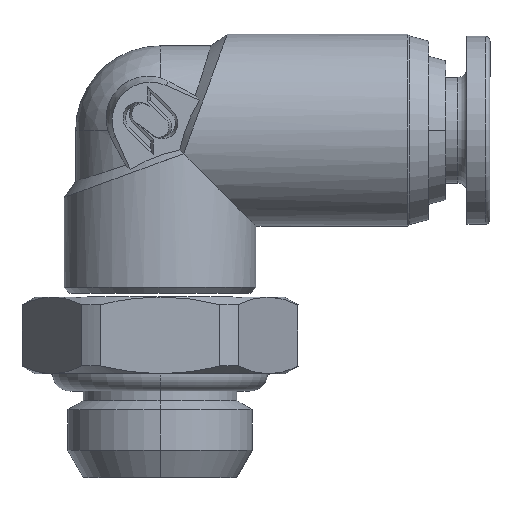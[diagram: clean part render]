
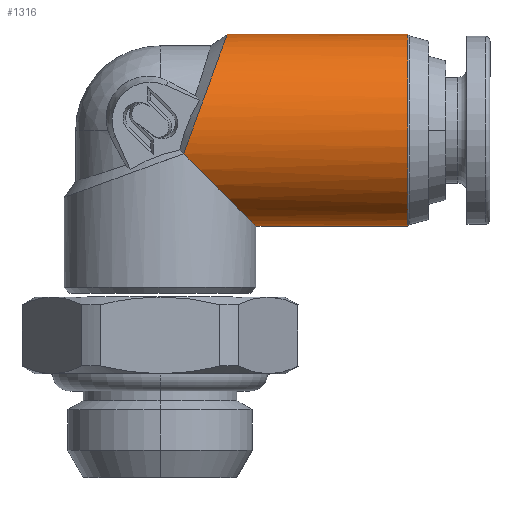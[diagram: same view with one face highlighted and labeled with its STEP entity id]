
A CAD part, top view. The second image highlights one B-rep face of the part: STEP entity #1316.
In plain terms, the highlighted cylindrical face has radius 5 mm (diameter 10 mm), a partial arc.
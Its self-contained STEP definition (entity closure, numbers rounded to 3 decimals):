
#227 = VERTEX_POINT ( 'NONE', #4067 ) ;
#263 = VECTOR ( 'NONE', #6835, 1000. ) ;
#406 = CARTESIAN_POINT ( 'NONE',  ( 2.377, 14.613, 4.619 ) ) ;
#670 = CIRCLE ( 'NONE', #2666, 5. ) ;
#778 = DIRECTION ( 'NONE',  ( 0., 1., 0. ) ) ;
#842 = VERTEX_POINT ( 'NONE', #8419 ) ;
#1000 = VERTEX_POINT ( 'NONE', #4432 ) ;
#1087 = CARTESIAN_POINT ( 'NONE',  ( 1.68, 12.7, 5. ) ) ;
#1139 = CARTESIAN_POINT ( 'NONE',  ( 1.379, 11.871, 4.948 ) ) ;
#1146 = VERTEX_POINT ( 'NONE', #9044 ) ;
#1202 = CARTESIAN_POINT ( 'NONE',  ( 2.799, 15.773, 3.998 ) ) ;
#1246 = B_SPLINE_CURVE_WITH_KNOTS ( 'NONE', 3,
 ( #1087, #2547, #4673, #406 ),
 .UNSPECIFIED., .F., .F.,
 ( 4, 4 ),
 ( 0., 1. ),
 .UNSPECIFIED. ) ;
#1301 = FACE_OUTER_BOUND ( 'NONE', #8802, .T. ) ;
#1316 = ADVANCED_FACE ( 'NONE', ( #1301 ), #7602, .T. ) ;
#1428 = CARTESIAN_POINT ( 'NONE',  ( 5., 7.7, 0. ) ) ;
#1503 = VERTEX_POINT ( 'NONE', #8060 ) ;
#1615 = VECTOR ( 'NONE', #7737, 1000. ) ;
#2009 = EDGE_CURVE ( 'NONE', #5541, #2955, #3742, .T. ) ;
#2045 = CARTESIAN_POINT ( 'NONE',  ( 3.135, 16.698, 3.073 ) ) ;
#2125 = ORIENTED_EDGE ( 'NONE', *, *, #2378, .T. ) ;
#2151 = DIRECTION ( 'NONE',  ( 1., 0., 0. ) ) ;
#2378 = EDGE_CURVE ( 'NONE', #227, #2853, #5683, .T. ) ;
#2542 = CARTESIAN_POINT ( 'NONE',  ( 12.918, 17.7, 0. ) ) ;
#2547 = CARTESIAN_POINT ( 'NONE',  ( 1.918, 13.354, 5. ) ) ;
#2666 = AXIS2_PLACEMENT_3D ( 'NONE', #3395, #8225, #4100 ) ;
#2682 = CARTESIAN_POINT ( 'NONE',  ( 15., 7.7, 0. ) ) ;
#2853 = VERTEX_POINT ( 'NONE', #3130 ) ;
#2944 = CARTESIAN_POINT ( 'NONE',  ( 3.453, 17.57, 1.309 ) ) ;
#2955 = VERTEX_POINT ( 'NONE', #2542 ) ;
#2995 = AXIS2_PLACEMENT_3D ( 'NONE', #6887, #2151, #778 ) ;
#3045 = ORIENTED_EDGE ( 'NONE', *, *, #3930, .F. ) ;
#3130 = CARTESIAN_POINT ( 'NONE',  ( 12.918, 7.7, 0. ) ) ;
#3263 = EDGE_CURVE ( 'NONE', #2853, #2955, #670, .T. ) ;
#3305 = CARTESIAN_POINT ( 'NONE',  ( 1.529, 12.284, 5. ) ) ;
#3395 = CARTESIAN_POINT ( 'NONE',  ( 12.918, 12.7, 0. ) ) ;
#3555 = CARTESIAN_POINT ( 'NONE',  ( 3.361, 17.319, 1.913 ) ) ;
#3631 = EDGE_CURVE ( 'NONE', #1146, #1503, #1246, .T. ) ;
#3742 = LINE ( 'NONE', #8502, #1615 ) ;
#3919 = ORIENTED_EDGE ( 'NONE', *, *, #4345, .T. ) ;
#3930 = EDGE_CURVE ( 'NONE', #7557, #5541, #4835, .T. ) ;
#3939 = ORIENTED_EDGE ( 'NONE', *, *, #3631, .F. ) ;
#4049 = CARTESIAN_POINT ( 'NONE',  ( 2.377, 14.613, 4.619 ) ) ;
#4067 = CARTESIAN_POINT ( 'NONE',  ( 5., 7.7, 0. ) ) ;
#4100 = DIRECTION ( 'NONE',  ( 0., -1., 0. ) ) ;
#4234 = CARTESIAN_POINT ( 'NONE',  ( 3.539, 9.161, 4.259 ) ) ;
#4345 = EDGE_CURVE ( 'NONE', #1000, #227, #8919, .T. ) ;
#4369 = CARTESIAN_POINT ( 'NONE',  ( 3.5, 17.7, 0. ) ) ;
#4432 = CARTESIAN_POINT ( 'NONE',  ( 1.232, 11.468, 4.846 ) ) ;
#4673 = CARTESIAN_POINT ( 'NONE',  ( 2.156, 14.009, 4.87 ) ) ;
#4835 = B_SPLINE_CURVE_WITH_KNOTS ( 'NONE', 3,
 ( #5034, #2944, #8477, #4369 ),
 .UNSPECIFIED., .F., .F.,
 ( 4, 4 ),
 ( 0., 1. ),
 .UNSPECIFIED. ) ;
#5034 = CARTESIAN_POINT ( 'NONE',  ( 3.361, 17.319, 1.913 ) ) ;
#5133 =( BOUNDED_CURVE ( )  B_SPLINE_CURVE ( 3, ( #8786, #1139, #3305, #8138 ),
 .UNSPECIFIED., .F., .T. ) 
 B_SPLINE_CURVE_WITH_KNOTS ( ( 4, 4 ),
 ( 4.463, 4.712 ),
 .UNSPECIFIED. ) 
 CURVE ( )  GEOMETRIC_REPRESENTATION_ITEM ( )  RATIONAL_B_SPLINE_CURVE ( ( 1., 0.995, 0.995, 1. ) ) 
 REPRESENTATION_ITEM ( '' )  );
#5498 = ORIENTED_EDGE ( 'NONE', *, *, #2009, .F. ) ;
#5541 = VERTEX_POINT ( 'NONE', #8505 ) ;
#5657 = CARTESIAN_POINT ( 'NONE',  ( 5., 7.7, 2.38 ) ) ;
#5683 = LINE ( 'NONE', #2682, #263 ) ;
#6131 = CARTESIAN_POINT ( 'NONE',  ( 2.967, 16.236, 3.536 ) ) ;
#6414 = B_SPLINE_CURVE_WITH_KNOTS ( 'NONE', 3,
 ( #6964, #2045, #7656, #3555 ),
 .UNSPECIFIED., .F., .F.,
 ( 4, 4 ),
 ( 0., 1. ),
 .UNSPECIFIED. ) ;
#6464 = EDGE_CURVE ( 'NONE', #1000, #1146, #5133, .T. ) ;
#6645 = CARTESIAN_POINT ( 'NONE',  ( 3.361, 17.319, 1.913 ) ) ;
#6835 = DIRECTION ( 'NONE',  ( 1., 0., 0. ) ) ;
#6887 = CARTESIAN_POINT ( 'NONE',  ( 15., 12.7, 0. ) ) ;
#6964 = CARTESIAN_POINT ( 'NONE',  ( 2.967, 16.236, 3.536 ) ) ;
#7046 = B_SPLINE_CURVE_WITH_KNOTS ( 'NONE', 3,
 ( #4049, #8173, #1202, #6131 ),
 .UNSPECIFIED., .F., .F.,
 ( 4, 4 ),
 ( 0., 1. ),
 .UNSPECIFIED. ) ;
#7557 = VERTEX_POINT ( 'NONE', #6645 ) ;
#7602 = CYLINDRICAL_SURFACE ( 'NONE', #2995, 5. ) ;
#7656 = CARTESIAN_POINT ( 'NONE',  ( 3.27, 17.069, 2.518 ) ) ;
#7737 = DIRECTION ( 'NONE',  ( 1., 0., 0. ) ) ;
#7784 = ORIENTED_EDGE ( 'NONE', *, *, #8594, .F. ) ;
#8060 = CARTESIAN_POINT ( 'NONE',  ( 2.377, 14.613, 4.619 ) ) ;
#8138 = CARTESIAN_POINT ( 'NONE',  ( 1.68, 12.7, 5. ) ) ;
#8153 = ORIENTED_EDGE ( 'NONE', *, *, #8770, .F. ) ;
#8173 = CARTESIAN_POINT ( 'NONE',  ( 2.597, 15.218, 4.369 ) ) ;
#8225 = DIRECTION ( 'NONE',  ( -1., 0., 0. ) ) ;
#8246 = ORIENTED_EDGE ( 'NONE', *, *, #6464, .F. ) ;
#8374 = CARTESIAN_POINT ( 'NONE',  ( 1.232, 11.468, 4.846 ) ) ;
#8419 = CARTESIAN_POINT ( 'NONE',  ( 2.967, 16.236, 3.536 ) ) ;
#8437 = ORIENTED_EDGE ( 'NONE', *, *, #3263, .T. ) ;
#8477 = CARTESIAN_POINT ( 'NONE',  ( 3.5, 17.7, 0.654 ) ) ;
#8502 = CARTESIAN_POINT ( 'NONE',  ( 15., 17.7, 0. ) ) ;
#8505 = CARTESIAN_POINT ( 'NONE',  ( 3.5, 17.7, 0. ) ) ;
#8594 = EDGE_CURVE ( 'NONE', #1503, #842, #7046, .T. ) ;
#8770 = EDGE_CURVE ( 'NONE', #842, #7557, #6414, .T. ) ;
#8786 = CARTESIAN_POINT ( 'NONE',  ( 1.232, 11.468, 4.846 ) ) ;
#8802 = EDGE_LOOP ( 'NONE', ( #3919, #2125, #8437, #5498, #3045, #8153, #7784, #3939, #8246 ) ) ;
#8919 =( BOUNDED_CURVE ( )  B_SPLINE_CURVE ( 3, ( #8374, #4234, #5657, #1428 ),
 .UNSPECIFIED., .F., .F. ) 
 B_SPLINE_CURVE_WITH_KNOTS ( ( 4, 4 ),
 ( 4.961, 6.283 ),
 .UNSPECIFIED. ) 
 CURVE ( )  GEOMETRIC_REPRESENTATION_ITEM ( )  RATIONAL_B_SPLINE_CURVE ( ( 1., 0.86, 0.86, 1. ) ) 
 REPRESENTATION_ITEM ( '' )  );
#9044 = CARTESIAN_POINT ( 'NONE',  ( 1.68, 12.7, 5. ) ) ;
